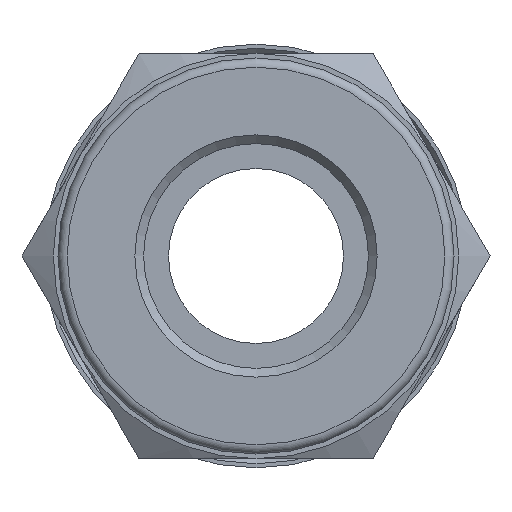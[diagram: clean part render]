
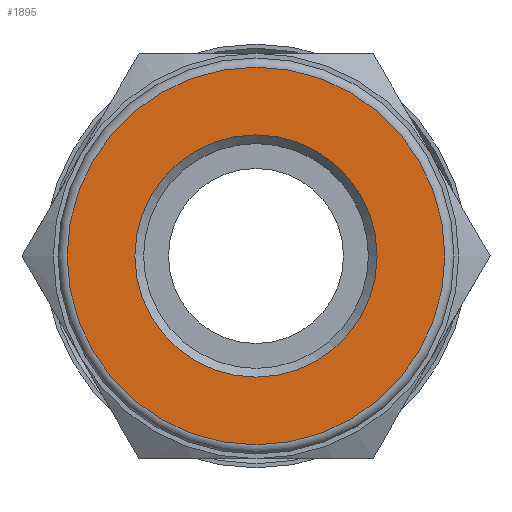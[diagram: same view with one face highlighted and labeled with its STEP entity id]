
A CAD part, left-side view. The second image highlights one B-rep face of the part: STEP entity #1895.
In plain terms, the highlighted planar face has unit normal (-1, 0, 0).
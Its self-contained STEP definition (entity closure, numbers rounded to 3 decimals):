
#45=FACE_BOUND('',#459,.T.);
#127=CIRCLE('',#2117,6.575);
#128=CIRCLE('',#2119,10.25);
#322=FACE_OUTER_BOUND('',#458,.T.);
#458=EDGE_LOOP('',(#1611));
#459=EDGE_LOOP('',(#1612));
#876=VERTEX_POINT('',#3350);
#877=VERTEX_POINT('',#3354);
#1132=EDGE_CURVE('',#876,#876,#127,.T.);
#1133=EDGE_CURVE('',#877,#877,#128,.T.);
#1611=ORIENTED_EDGE('',*,*,#1133,.F.);
#1612=ORIENTED_EDGE('',*,*,#1132,.T.);
#1790=PLANE('',#2118);
#1895=ADVANCED_FACE('',(#322,#45),#1790,.T.);
#2117=AXIS2_PLACEMENT_3D('',#3352,#2564,#2565);
#2118=AXIS2_PLACEMENT_3D('',#3353,#2566,#2567);
#2119=AXIS2_PLACEMENT_3D('',#3355,#2568,#2569);
#2564=DIRECTION('center_axis',(1.,0.,0.));
#2565=DIRECTION('ref_axis',(0.,0.,-1.));
#2566=DIRECTION('center_axis',(-1.,0.,0.));
#2567=DIRECTION('ref_axis',(0.,0.,1.));
#2568=DIRECTION('center_axis',(1.,0.,0.));
#2569=DIRECTION('ref_axis',(0.,0.,-1.));
#3350=CARTESIAN_POINT('',(1.553,-6.575,0.));
#3352=CARTESIAN_POINT('Origin',(1.553,0.,0.));
#3353=CARTESIAN_POINT('Origin',(1.553,10.25,0.));
#3354=CARTESIAN_POINT('',(1.553,0.,10.25));
#3355=CARTESIAN_POINT('Origin',(1.553,0.,0.));
